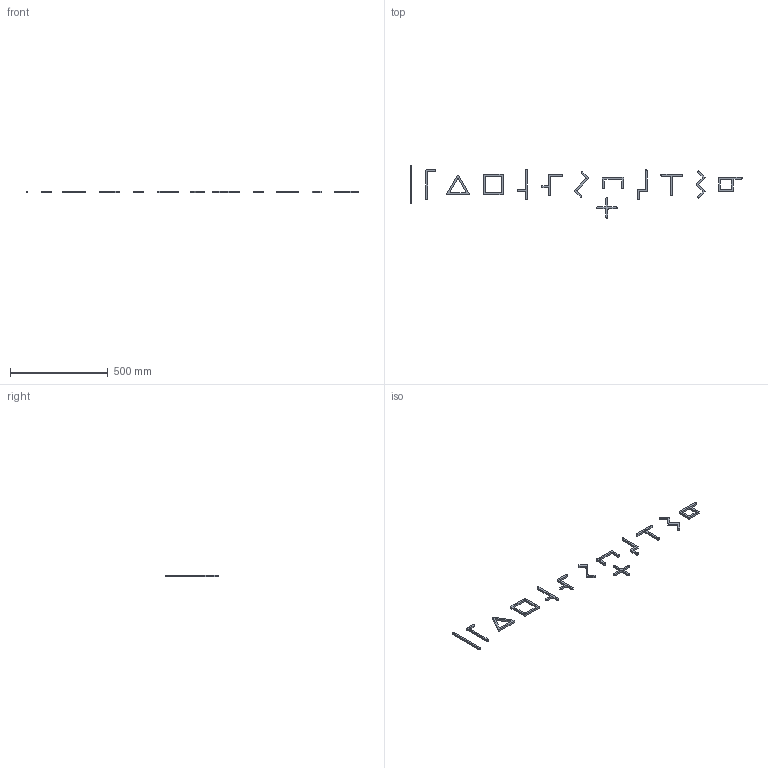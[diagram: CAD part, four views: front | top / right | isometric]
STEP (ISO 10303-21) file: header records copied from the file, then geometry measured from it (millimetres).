
FILE_DESCRIPTION (( 'STEP AP203' ), '1' );
FILE_NAME ('Pentomino_Slim.STEP', '2023-06-09T07:24:06', ( '' ), ( '' ), 'SwSTEP 2.0', 'SolidWorks 2016', '' );
FILE_SCHEMA (( 'CONFIG_CONTROL_DESIGN' ));
Length unit declared in the file: millimetre
Products named in the file (1): Pentomino_Slim
Bounding box: 1695.87 x 266.56 x 10 mm (x, y, z)
Volume: 293963.6 mm3; surface area: 117819.7 mm2
Topology: 13 solids, 13 shells, 247 faces, 663 edges, 442 vertices
Faces by surface type: plane 132, cylinder 115
Entity records: 7852 total; most frequent: DIRECTION 1389, CARTESIAN_POINT 1353, ORIENTED_EDGE 1326, EDGE_CURVE 663, AXIS2_PLACEMENT_3D 478, VERTEX_POINT 442, LINE 433, VECTOR 433
